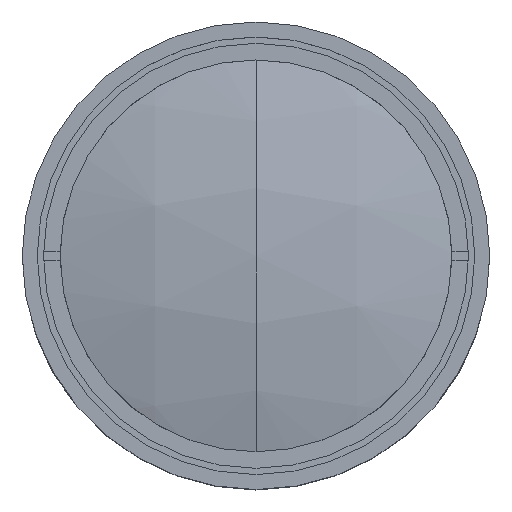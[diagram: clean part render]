
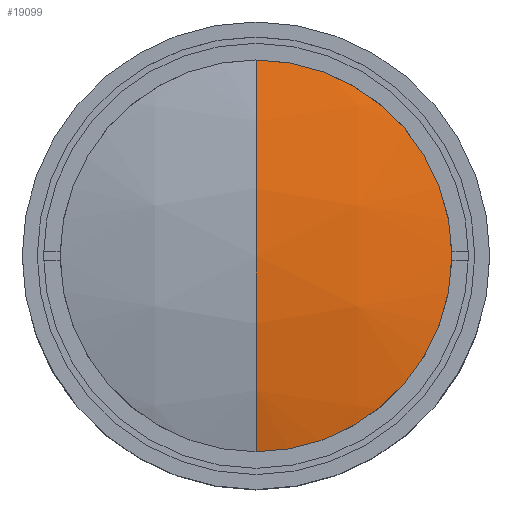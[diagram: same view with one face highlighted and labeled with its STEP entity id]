
A CAD part, top view. The second image highlights one B-rep face of the part: STEP entity #19099.
In plain terms, the highlighted spherical face has radius 120.828 mm.
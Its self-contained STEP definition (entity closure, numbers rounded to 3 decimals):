
#419 = CARTESIAN_POINT ( 'NONE',  ( 0., -31.788, -4.256 ) ) ;
#445 = DIRECTION ( 'NONE',  ( 0., 0., -1. ) ) ;
#757 = AXIS2_PLACEMENT_3D ( 'NONE', #24134, #3047, #27043 ) ;
#2280 = CIRCLE ( 'NONE', #7772, 120.828 ) ;
#3047 = DIRECTION ( 'NONE',  ( 0., 0., -1. ) ) ;
#3183 = CARTESIAN_POINT ( 'NONE',  ( 0., 0., -120.828 ) ) ;
#4105 = DIRECTION ( 'NONE',  ( 1., 0., 0. ) ) ;
#4287 = EDGE_CURVE ( 'NONE', #9317, #23441, #4822, .T. ) ;
#4822 = CIRCLE ( 'NONE', #8132, 120.828 ) ;
#5060 = SPHERICAL_SURFACE ( 'NONE', #7564, 120.828 ) ;
#5133 = ORIENTED_EDGE ( 'NONE', *, *, #4287, .T. ) ;
#6720 = ORIENTED_EDGE ( 'NONE', *, *, #16482, .F. ) ;
#7564 = AXIS2_PLACEMENT_3D ( 'NONE', #3183, #20869, #15530 ) ;
#7772 = AXIS2_PLACEMENT_3D ( 'NONE', #33495, #9967, #12367 ) ;
#8132 = AXIS2_PLACEMENT_3D ( 'NONE', #17145, #4105, #24700 ) ;
#9317 = VERTEX_POINT ( 'NONE', #20814 ) ;
#9680 = ORIENTED_EDGE ( 'NONE', *, *, #16533, .F. ) ;
#9704 = ORIENTED_EDGE ( 'NONE', *, *, #12242, .F. ) ;
#9967 = DIRECTION ( 'NONE',  ( -1., 0., 0. ) ) ;
#12136 = EDGE_LOOP ( 'NONE', ( #9704, #5133, #9680, #6720 ) ) ;
#12242 = EDGE_CURVE ( 'NONE', #9317, #28622, #2280, .T. ) ;
#12367 = DIRECTION ( 'NONE',  ( 0., 0., 1. ) ) ;
#14333 = CARTESIAN_POINT ( 'NONE',  ( 31.788, 0., -4.256 ) ) ;
#14453 = CIRCLE ( 'NONE', #27639, 31.788 ) ;
#15530 = DIRECTION ( 'NONE',  ( 0., 1., 0. ) ) ;
#16239 = DIRECTION ( 'NONE',  ( -1., 0., 0. ) ) ;
#16482 = EDGE_CURVE ( 'NONE', #28622, #21293, #21600, .T. ) ;
#16533 = EDGE_CURVE ( 'NONE', #21293, #23441, #14453, .T. ) ;
#17145 = CARTESIAN_POINT ( 'NONE',  ( 0., 0., -120.828 ) ) ;
#18636 = FACE_OUTER_BOUND ( 'NONE', #12136, .T. ) ;
#19099 = ADVANCED_FACE ( 'NONE', ( #18636 ), #5060, .T. ) ;
#20814 = CARTESIAN_POINT ( 'NONE',  ( 0., 0., 0. ) ) ;
#20869 = DIRECTION ( 'NONE',  ( 1., 0., 0. ) ) ;
#21293 = VERTEX_POINT ( 'NONE', #14333 ) ;
#21600 = CIRCLE ( 'NONE', #757, 31.788 ) ;
#23441 = VERTEX_POINT ( 'NONE', #419 ) ;
#24134 = CARTESIAN_POINT ( 'NONE',  ( 0., 0., -4.256 ) ) ;
#24700 = DIRECTION ( 'NONE',  ( 0., 1., 0. ) ) ;
#26528 = CARTESIAN_POINT ( 'NONE',  ( 0., 0., -4.256 ) ) ;
#27043 = DIRECTION ( 'NONE',  ( -1., 0., 0. ) ) ;
#27639 = AXIS2_PLACEMENT_3D ( 'NONE', #26528, #445, #16239 ) ;
#28622 = VERTEX_POINT ( 'NONE', #30523 ) ;
#30523 = CARTESIAN_POINT ( 'NONE',  ( 0., 31.788, -4.256 ) ) ;
#33495 = CARTESIAN_POINT ( 'NONE',  ( 0., 0., -120.828 ) ) ;
